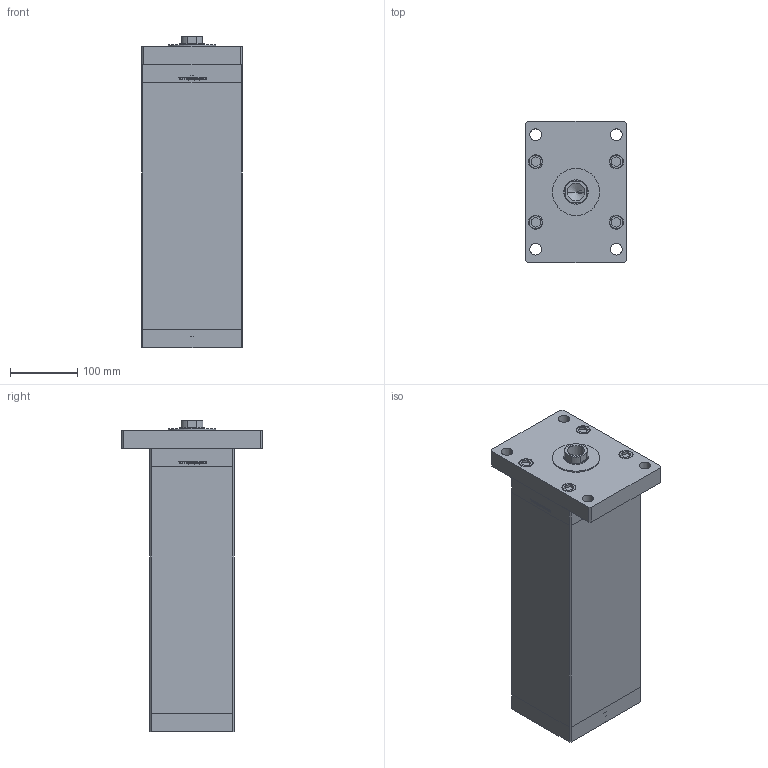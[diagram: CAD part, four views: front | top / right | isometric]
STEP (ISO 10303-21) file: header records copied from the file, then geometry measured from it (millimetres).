
FILE_DESCRIPTION (( 'STEP AP203' ), '1' );
FILE_NAME ('42eb.STEP', '2024-01-08T20:46:00', ( '' ), ( '' ), 'SwSTEP 2.0', 'SolidWorks 2019', '' );
FILE_SCHEMA (( 'CONFIG_CONTROL_DESIGN' ));
Length unit declared in the file: millimetre
Products named in the file (7): V220C_F_MIDDLE c5ec1fffd7d75f2a9a0f3e5a29117ab2; V220C_FRONT_F c5ec1fffd7d75f2a9a0f3e5a29117ab2; V220C_VC_F c5ec1fffd7d75f2a9a0f3e5a29117ab2; 42eb; V220C_F c5ec1fffd7d75f2a9a0f3e5a29117ab2; V220C BACK_F c5ec1fffd7d75f2a9a0f3e5a29117ab2; ALLEN BOLT c5ec1fffd7d75f2a9a0f3e5a29117ab2
Assembly tree (19 placements, depth 2):
  42eb
    V220C BACK_F c5ec1fffd7d75f2a9a0f3e5a29117ab2
    V220C_F_MIDDLE c5ec1fffd7d75f2a9a0f3e5a29117ab2
    V220C_FRONT_F c5ec1fffd7d75f2a9a0f3e5a29117ab2
    V220C_F c5ec1fffd7d75f2a9a0f3e5a29117ab2
    ALLEN BOLT c5ec1fffd7d75f2a9a0f3e5a29117ab2  x14
    V220C_VC_F c5ec1fffd7d75f2a9a0f3e5a29117ab2
Bounding box: 150 x 210 x 463 mm (x, y, z)
Volume: 7274906.6 mm3; surface area: 657602.9 mm2
Topology: 19 solids, 19 shells, 1298 faces, 3213 edges, 2099 vertices
Faces by surface type: plane 513, bspline 484, cylinder 179, cone 62, torus 60
Entity records: 53248 total; most frequent: CARTESIAN_POINT 30354, ORIENTED_EDGE 5226, DIRECTION 3015, EDGE_CURVE 2613, VERTEX_POINT 1735, VECTOR 1359, LINE 1359, EDGE_LOOP 1192
